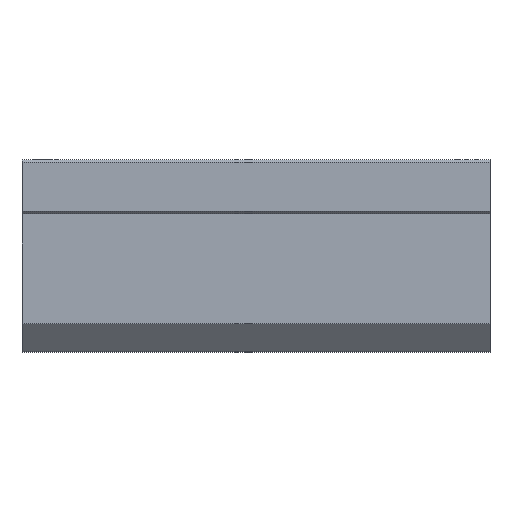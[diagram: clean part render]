
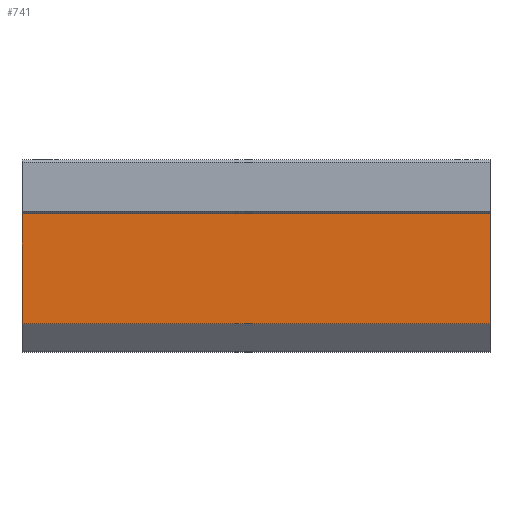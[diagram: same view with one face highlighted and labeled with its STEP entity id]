
A CAD part, top view. The second image highlights one B-rep face of the part: STEP entity #741.
In plain terms, the highlighted planar face has unit normal (0, 0, 1).
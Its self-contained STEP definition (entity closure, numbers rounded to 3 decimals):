
#142 = FACE_OUTER_BOUND ( 'NONE', #369, .T. ) ;
#203 = VECTOR ( 'NONE', #633, 1000. ) ;
#212 = VECTOR ( 'NONE', #613, 1000. ) ;
#213 = LINE ( 'NONE', #635, #250 ) ;
#231 = LINE ( 'NONE', #735, #212 ) ;
#250 = VECTOR ( 'NONE', #626, 1000. ) ;
#259 = LINE ( 'NONE', #680, #286 ) ;
#286 = VECTOR ( 'NONE', #677, 1000. ) ;
#288 = LINE ( 'NONE', #641, #203 ) ;
#306 = ORIENTED_EDGE ( 'NONE', *, *, #526, .F. ) ;
#318 = ORIENTED_EDGE ( 'NONE', *, *, #521, .F. ) ;
#369 = EDGE_LOOP ( 'NONE', ( #416, #318, #306, #414 ) ) ;
#414 = ORIENTED_EDGE ( 'NONE', *, *, #527, .T. ) ;
#416 = ORIENTED_EDGE ( 'NONE', *, *, #498, .T. ) ;
#498 = EDGE_CURVE ( 'NONE', #726, #691, #231, .T. ) ;
#521 = EDGE_CURVE ( 'NONE', #719, #691, #259, .T. ) ;
#526 = EDGE_CURVE ( 'NONE', #723, #719, #288, .T. ) ;
#527 = EDGE_CURVE ( 'NONE', #723, #726, #213, .T. ) ;
#613 = DIRECTION ( 'NONE',  ( 1., 0., 0. ) ) ;
#626 = DIRECTION ( 'NONE',  ( 0., -1., 0. ) ) ;
#633 = DIRECTION ( 'NONE',  ( 1., 0., 0. ) ) ;
#635 = CARTESIAN_POINT ( 'NONE',  ( -50., -14., 26.5 ) ) ;
#641 = CARTESIAN_POINT ( 'NONE',  ( -50., 9.5, 26.5 ) ) ;
#677 = DIRECTION ( 'NONE',  ( 0., -1., 0. ) ) ;
#680 = CARTESIAN_POINT ( 'NONE',  ( 50., -14., 26.5 ) ) ;
#691 = VERTEX_POINT ( 'NONE', #978 ) ;
#719 = VERTEX_POINT ( 'NONE', #996 ) ;
#723 = VERTEX_POINT ( 'NONE', #999 ) ;
#726 = VERTEX_POINT ( 'NONE', #1024 ) ;
#735 = CARTESIAN_POINT ( 'NONE',  ( -50., -14., 26.5 ) ) ;
#741 = ADVANCED_FACE ( 'NONE', ( #142 ), #1055, .T. ) ;
#978 = CARTESIAN_POINT ( 'NONE',  ( 50., -14., 26.5 ) ) ;
#996 = CARTESIAN_POINT ( 'NONE',  ( 50., 9.5, 26.5 ) ) ;
#999 = CARTESIAN_POINT ( 'NONE',  ( -50., 9.5, 26.5 ) ) ;
#1024 = CARTESIAN_POINT ( 'NONE',  ( -50., -14., 26.5 ) ) ;
#1054 = CARTESIAN_POINT ( 'NONE',  ( -50., -14., 26.5 ) ) ;
#1055 = PLANE ( 'NONE',  #1142 ) ;
#1064 = DIRECTION ( 'NONE',  ( 0., 0., 1. ) ) ;
#1065 = DIRECTION ( 'NONE',  ( 1., 0., 0. ) ) ;
#1142 = AXIS2_PLACEMENT_3D ( 'NONE', #1054, #1064, #1065 ) ;
